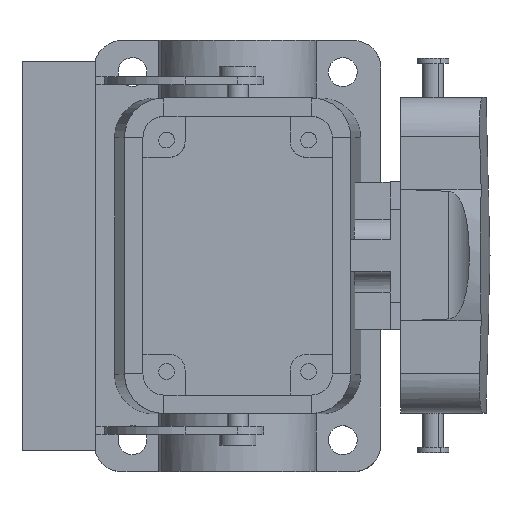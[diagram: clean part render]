
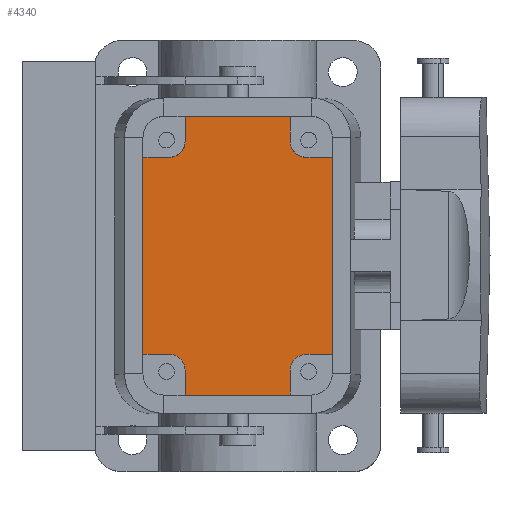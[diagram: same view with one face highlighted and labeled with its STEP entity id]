
A CAD part, top view. The second image highlights one B-rep face of the part: STEP entity #4340.
In plain terms, the highlighted planar face has unit normal (0, 0, 1).
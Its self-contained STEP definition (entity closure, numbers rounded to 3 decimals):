
#4224=AXIS2_PLACEMENT_3D('Plane Axis2P3D',#4221,#4222,#4223) ;
#4279=AXIS2_PLACEMENT_3D('Circle Axis2P3D',#4277,#4278,$) ;
#3145=CARTESIAN_POINT('Vertex',(51.,14.5,5.5)) ;
#3148=CARTESIAN_POINT('Line Origine',(41.,14.5,5.5)) ;
#3152=CARTESIAN_POINT('Vertex',(31.,14.5,5.5)) ;
#3255=CARTESIAN_POINT('Vertex',(23.,22.25,5.5)) ;
#3258=CARTESIAN_POINT('Line Origine',(23.,41.,5.5)) ;
#3262=CARTESIAN_POINT('Vertex',(23.,59.75,5.5)) ;
#3330=CARTESIAN_POINT('Vertex',(31.,67.5,5.5)) ;
#3333=CARTESIAN_POINT('Line Origine',(41.,67.5,5.5)) ;
#3337=CARTESIAN_POINT('Vertex',(51.,67.5,5.5)) ;
#3428=CARTESIAN_POINT('Vertex',(59.,22.25,5.5)) ;
#3454=CARTESIAN_POINT('Vertex',(59.,59.75,5.5)) ;
#3457=CARTESIAN_POINT('Line Origine',(59.,41.,5.5)) ;
#4195=CARTESIAN_POINT('Line Origine',(51.,16.875,5.5)) ;
#4199=CARTESIAN_POINT('Vertex',(51.,19.25,5.5)) ;
#4221=CARTESIAN_POINT('Axis2P3D Location',(41.,41.,5.5)) ;
#4227=CARTESIAN_POINT('Control Point',(28.,22.25,5.5)) ;
#4228=CARTESIAN_POINT('Control Point',(28.339,22.25,5.5)) ;
#4229=CARTESIAN_POINT('Control Point',(28.679,22.202,5.5)) ;
#4230=CARTESIAN_POINT('Control Point',(29.009,22.106,5.5)) ;
#4231=CARTESIAN_POINT('Control Point',(29.634,21.823,5.5)) ;
#4232=CARTESIAN_POINT('Control Point',(30.155,21.378,5.5)) ;
#4233=CARTESIAN_POINT('Control Point',(30.383,21.12,5.5)) ;
#4234=CARTESIAN_POINT('Control Point',(30.716,20.611,5.5)) ;
#4235=CARTESIAN_POINT('Control Point',(30.913,20.037,5.5)) ;
#4236=CARTESIAN_POINT('Control Point',(30.971,19.777,5.5)) ;
#4237=CARTESIAN_POINT('Control Point',(31.,19.514,5.5)) ;
#4238=CARTESIAN_POINT('Control Point',(31.,19.25,5.5)) ;
#4239=CARTESIAN_POINT('Vertex',(31.,19.25,5.5)) ;
#4241=CARTESIAN_POINT('Vertex',(28.,22.25,5.5)) ;
#4244=CARTESIAN_POINT('Line Origine',(31.,16.875,5.5)) ;
#4250=CARTESIAN_POINT('Control Point',(51.,19.25,5.5)) ;
#4251=CARTESIAN_POINT('Control Point',(51.,19.589,5.5)) ;
#4252=CARTESIAN_POINT('Control Point',(51.048,19.929,5.5)) ;
#4253=CARTESIAN_POINT('Control Point',(51.144,20.259,5.5)) ;
#4254=CARTESIAN_POINT('Control Point',(51.427,20.884,5.5)) ;
#4255=CARTESIAN_POINT('Control Point',(51.872,21.405,5.5)) ;
#4256=CARTESIAN_POINT('Control Point',(52.13,21.633,5.5)) ;
#4257=CARTESIAN_POINT('Control Point',(52.639,21.966,5.5)) ;
#4258=CARTESIAN_POINT('Control Point',(53.213,22.163,5.5)) ;
#4259=CARTESIAN_POINT('Control Point',(53.473,22.221,5.5)) ;
#4260=CARTESIAN_POINT('Control Point',(53.736,22.25,5.5)) ;
#4261=CARTESIAN_POINT('Control Point',(54.,22.25,5.5)) ;
#4262=CARTESIAN_POINT('Vertex',(54.,22.25,5.5)) ;
#4265=CARTESIAN_POINT('Line Origine',(56.5,22.25,5.5)) ;
#4270=CARTESIAN_POINT('Line Origine',(56.5,59.75,5.5)) ;
#4274=CARTESIAN_POINT('Vertex',(54.,59.75,5.5)) ;
#4277=CARTESIAN_POINT('Axis2P3D Location',(54.,62.75,5.5)) ;
#4281=CARTESIAN_POINT('Vertex',(51.,62.75,5.5)) ;
#4284=CARTESIAN_POINT('Line Origine',(51.,65.125,5.5)) ;
#4289=CARTESIAN_POINT('Line Origine',(31.,65.125,5.5)) ;
#4293=CARTESIAN_POINT('Vertex',(31.,62.75,5.5)) ;
#4297=CARTESIAN_POINT('Control Point',(31.,62.75,5.5)) ;
#4298=CARTESIAN_POINT('Control Point',(31.,62.411,5.5)) ;
#4299=CARTESIAN_POINT('Control Point',(30.952,62.071,5.5)) ;
#4300=CARTESIAN_POINT('Control Point',(30.856,61.741,5.5)) ;
#4301=CARTESIAN_POINT('Control Point',(30.573,61.116,5.5)) ;
#4302=CARTESIAN_POINT('Control Point',(30.128,60.595,5.5)) ;
#4303=CARTESIAN_POINT('Control Point',(29.87,60.367,5.5)) ;
#4304=CARTESIAN_POINT('Control Point',(29.361,60.034,5.5)) ;
#4305=CARTESIAN_POINT('Control Point',(28.787,59.837,5.5)) ;
#4306=CARTESIAN_POINT('Control Point',(28.527,59.779,5.5)) ;
#4307=CARTESIAN_POINT('Control Point',(28.264,59.75,5.5)) ;
#4308=CARTESIAN_POINT('Control Point',(28.,59.75,5.5)) ;
#4309=CARTESIAN_POINT('Vertex',(28.,59.75,5.5)) ;
#4312=CARTESIAN_POINT('Line Origine',(25.5,59.75,5.5)) ;
#4317=CARTESIAN_POINT('Line Origine',(25.5,22.25,5.5)) ;
#3149=DIRECTION('Vector Direction',(1.,0.,0.)) ;
#3259=DIRECTION('Vector Direction',(0.,1.,0.)) ;
#3334=DIRECTION('Vector Direction',(-1.,0.,0.)) ;
#3458=DIRECTION('Vector Direction',(0.,-1.,0.)) ;
#4196=DIRECTION('Vector Direction',(0.,-1.,0.)) ;
#4222=DIRECTION('Axis2P3D Direction',(-0.,0.,1.)) ;
#4223=DIRECTION('Axis2P3D XDirection',(0.,-1.,0.)) ;
#4245=DIRECTION('Vector Direction',(0.,-1.,0.)) ;
#4266=DIRECTION('Vector Direction',(-1.,0.,0.)) ;
#4271=DIRECTION('Vector Direction',(-1.,0.,0.)) ;
#4278=DIRECTION('Axis2P3D Direction',(-0.,0.,1.)) ;
#4285=DIRECTION('Vector Direction',(0.,1.,0.)) ;
#4290=DIRECTION('Vector Direction',(0.,1.,0.)) ;
#4313=DIRECTION('Vector Direction',(1.,0.,0.)) ;
#4318=DIRECTION('Vector Direction',(1.,0.,0.)) ;
#3150=VECTOR('Line Direction',#3149,1.) ;
#3260=VECTOR('Line Direction',#3259,1.) ;
#3335=VECTOR('Line Direction',#3334,1.) ;
#3459=VECTOR('Line Direction',#3458,1.) ;
#4197=VECTOR('Line Direction',#4196,1.) ;
#4246=VECTOR('Line Direction',#4245,1.) ;
#4267=VECTOR('Line Direction',#4266,1.) ;
#4272=VECTOR('Line Direction',#4271,1.) ;
#4286=VECTOR('Line Direction',#4285,1.) ;
#4291=VECTOR('Line Direction',#4290,1.) ;
#4314=VECTOR('Line Direction',#4313,1.) ;
#4319=VECTOR('Line Direction',#4318,1.) ;
#4323=ORIENTED_EDGE('',*,*,#4243,.F.) ;
#4324=ORIENTED_EDGE('',*,*,#4248,.T.) ;
#4325=ORIENTED_EDGE('',*,*,#3154,.T.) ;
#4326=ORIENTED_EDGE('',*,*,#4201,.F.) ;
#4327=ORIENTED_EDGE('',*,*,#4264,.F.) ;
#4328=ORIENTED_EDGE('',*,*,#4269,.F.) ;
#4329=ORIENTED_EDGE('',*,*,#3461,.T.) ;
#4330=ORIENTED_EDGE('',*,*,#4276,.T.) ;
#4331=ORIENTED_EDGE('',*,*,#4283,.F.) ;
#4332=ORIENTED_EDGE('',*,*,#4288,.T.) ;
#4333=ORIENTED_EDGE('',*,*,#3339,.T.) ;
#4334=ORIENTED_EDGE('',*,*,#4295,.F.) ;
#4335=ORIENTED_EDGE('',*,*,#4311,.F.) ;
#4336=ORIENTED_EDGE('',*,*,#4316,.F.) ;
#4337=ORIENTED_EDGE('',*,*,#3264,.T.) ;
#4338=ORIENTED_EDGE('',*,*,#4321,.T.) ;
#4340=ADVANCED_FACE('Housing',(#4339),#4225,.T.) ;
#4226=B_SPLINE_CURVE_WITH_KNOTS('',5,(#4227,#4228,#4229,#4230,#4231,#4232,#4233,#4234,#4235,#4236,#4237,#4238),.UNSPECIFIED.,.F.,.U.,(6,3,3,6),(0.,2.407,4.814,6.684),.UNSPECIFIED.) ;
#4249=B_SPLINE_CURVE_WITH_KNOTS('',5,(#4250,#4251,#4252,#4253,#4254,#4255,#4256,#4257,#4258,#4259,#4260,#4261),.UNSPECIFIED.,.F.,.U.,(6,3,3,6),(0.,2.407,4.814,6.684),.UNSPECIFIED.) ;
#4296=B_SPLINE_CURVE_WITH_KNOTS('',5,(#4297,#4298,#4299,#4300,#4301,#4302,#4303,#4304,#4305,#4306,#4307,#4308),.UNSPECIFIED.,.F.,.U.,(6,3,3,6),(0.,2.407,4.814,6.684),.UNSPECIFIED.) ;
#4280=CIRCLE('generated circle',#4279,3.) ;
#3154=EDGE_CURVE('',#3153,#3146,#3151,.T.) ;
#3264=EDGE_CURVE('',#3263,#3256,#3261,.F.) ;
#3339=EDGE_CURVE('',#3338,#3331,#3336,.T.) ;
#3461=EDGE_CURVE('',#3429,#3455,#3460,.F.) ;
#4201=EDGE_CURVE('',#4200,#3146,#4198,.T.) ;
#4243=EDGE_CURVE('',#4240,#4242,#4226,.F.) ;
#4248=EDGE_CURVE('',#4240,#3153,#4247,.T.) ;
#4264=EDGE_CURVE('',#4263,#4200,#4249,.F.) ;
#4269=EDGE_CURVE('',#3429,#4263,#4268,.T.) ;
#4276=EDGE_CURVE('',#3455,#4275,#4273,.T.) ;
#4283=EDGE_CURVE('',#4282,#4275,#4280,.T.) ;
#4288=EDGE_CURVE('',#4282,#3338,#4287,.T.) ;
#4295=EDGE_CURVE('',#4294,#3331,#4292,.T.) ;
#4311=EDGE_CURVE('',#4310,#4294,#4296,.F.) ;
#4316=EDGE_CURVE('',#3263,#4310,#4315,.T.) ;
#4321=EDGE_CURVE('',#3256,#4242,#4320,.T.) ;
#4322=EDGE_LOOP('',(#4323,#4324,#4325,#4326,#4327,#4328,#4329,#4330,#4331,#4332,#4333,#4334,#4335,#4336,#4337,#4338)) ;
#4339=FACE_OUTER_BOUND('',#4322,.T.) ;
#3151=LINE('Line',#3148,#3150) ;
#3261=LINE('Line',#3258,#3260) ;
#3336=LINE('Line',#3333,#3335) ;
#3460=LINE('Line',#3457,#3459) ;
#4198=LINE('Line',#4195,#4197) ;
#4247=LINE('Line',#4244,#4246) ;
#4268=LINE('Line',#4265,#4267) ;
#4273=LINE('Line',#4270,#4272) ;
#4287=LINE('Line',#4284,#4286) ;
#4292=LINE('Line',#4289,#4291) ;
#4315=LINE('Line',#4312,#4314) ;
#4320=LINE('Line',#4317,#4319) ;
#4225=PLANE('',#4224) ;
#3146=VERTEX_POINT('',#3145) ;
#3153=VERTEX_POINT('',#3152) ;
#3256=VERTEX_POINT('',#3255) ;
#3263=VERTEX_POINT('',#3262) ;
#3331=VERTEX_POINT('',#3330) ;
#3338=VERTEX_POINT('',#3337) ;
#3429=VERTEX_POINT('',#3428) ;
#3455=VERTEX_POINT('',#3454) ;
#4200=VERTEX_POINT('',#4199) ;
#4240=VERTEX_POINT('',#4239) ;
#4242=VERTEX_POINT('',#4241) ;
#4263=VERTEX_POINT('',#4262) ;
#4275=VERTEX_POINT('',#4274) ;
#4282=VERTEX_POINT('',#4281) ;
#4294=VERTEX_POINT('',#4293) ;
#4310=VERTEX_POINT('',#4309) ;
